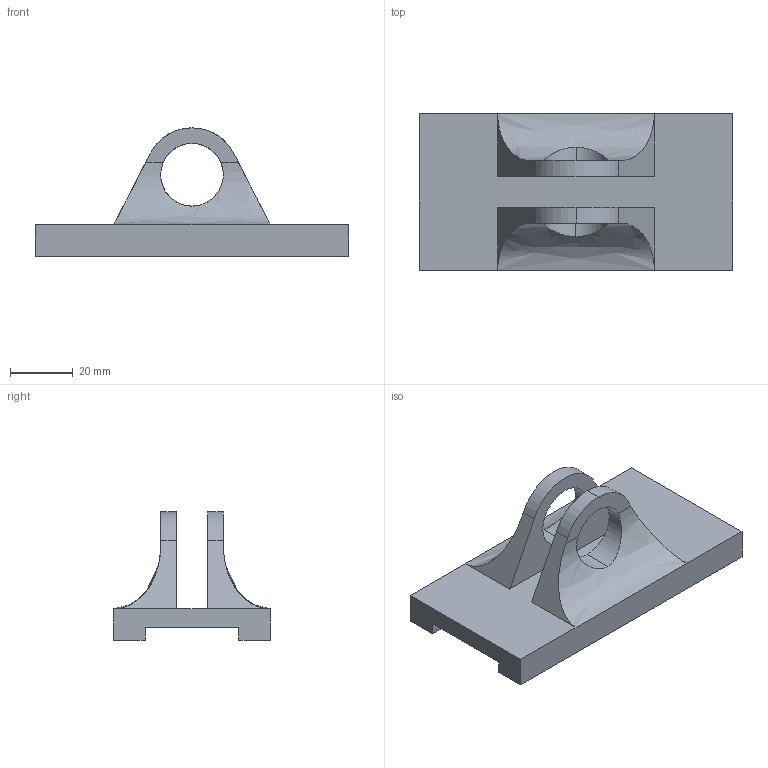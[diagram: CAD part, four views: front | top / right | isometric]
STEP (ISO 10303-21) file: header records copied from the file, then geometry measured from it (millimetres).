
FILE_DESCRIPTION (( 'STEP AP203' ), '1' );
FILE_NAME ('Base1_Predeterminado_sldprt.STEP', '2021-06-26T07:28:37', ( '' ), ( '' ), 'SwSTEP 2.0', 'SolidWorks 2020', '' );
FILE_SCHEMA (( 'CONFIG_CONTROL_DESIGN' ));
Length unit declared in the file: centimetre
Products named in the file (1): Base1_Predeterminado_sldprt
Bounding box: 100 x 50 x 41 mm (x, y, z)
Volume: 50554.4 mm3; surface area: 17053.1 mm2
Topology: 1 solids, 1 shells, 27 faces, 77 edges, 50 vertices
Faces by surface type: plane 18, cylinder 7, bspline 2
Entity records: 1515 total; most frequent: CARTESIAN_POINT 748, ORIENTED_EDGE 154, DIRECTION 129, EDGE_CURVE 77, VERTEX_POINT 50, LINE 49, VECTOR 49, AXIS2_PLACEMENT_3D 40
